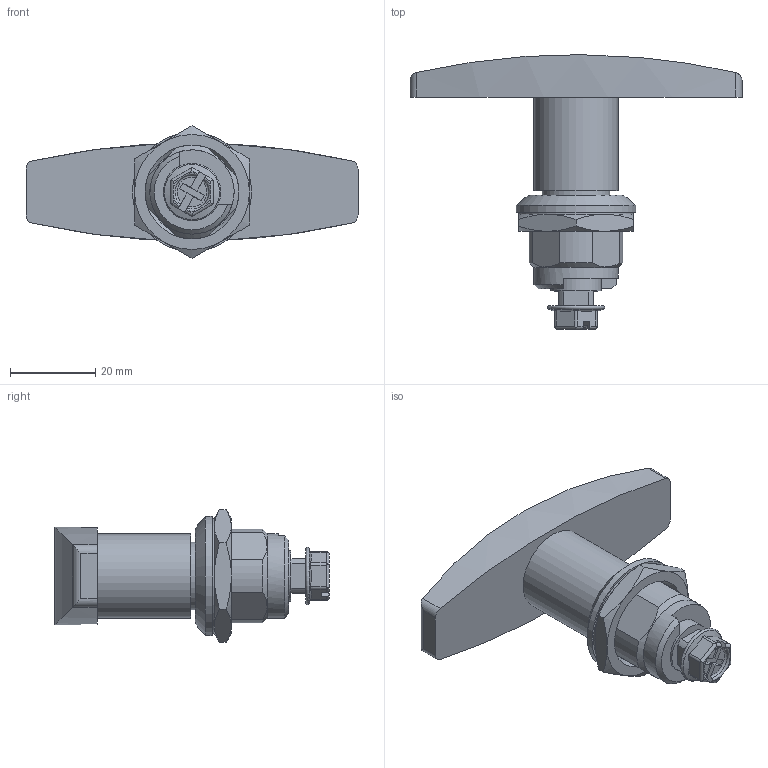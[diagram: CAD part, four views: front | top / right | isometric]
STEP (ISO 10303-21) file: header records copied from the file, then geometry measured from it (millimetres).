
FILE_DESCRIPTION( ( 'STEP AP214' ), '1' );
FILE_NAME( 'K1109.1186103.stp', '2020-12-10T09:58:23', ( '' ), ( '' ), ' ', 'PARTsolutions', ' ' );
FILE_SCHEMA( ( 'AUTOMOTIVE_DESIGN { 1 0 10303 214 1 1 1 1 }' ) );
Length unit declared in the file: millimetre
Products named in the file (5): K1109.1186103; _K1107_gehaeuse4; _K1108_betaetigung3; _K1113_schraube4; _K1113_mutter42
Assembly tree (4 placements, depth 2):
  K1109.1186103
    _K1107_gehaeuse4
    _K1108_betaetigung3
    _K1113_schraube4
    _K1113_mutter42
Bounding box: 78 x 64.5 x 31.18 mm (x, y, z)
Volume: 29751.5 mm3; surface area: 12383.2 mm2
Topology: 4 solids, 4 shells, 128 faces, 311 edges, 200 vertices
Faces by surface type: plane 60, cylinder 43, cone 20, torus 5
Full cylindrical faces by diameter (mm): 4.917 x1, 6 x1, 11.9 x1, 12 x1, 15.8 x1, 16 x1, 19.8 x2, 20 x1, 20.376 x1, 27 x1, 28 x1
Entity records: 4932 total; most frequent: CARTESIAN_POINT 941, DIRECTION 600, ORIENTED_EDGE 572, EDGE_CURVE 286, AXIS2_PLACEMENT_3D 239, VERTEX_POINT 196, EDGE_LOOP 161, FACE_OUTER_BOUND 141
